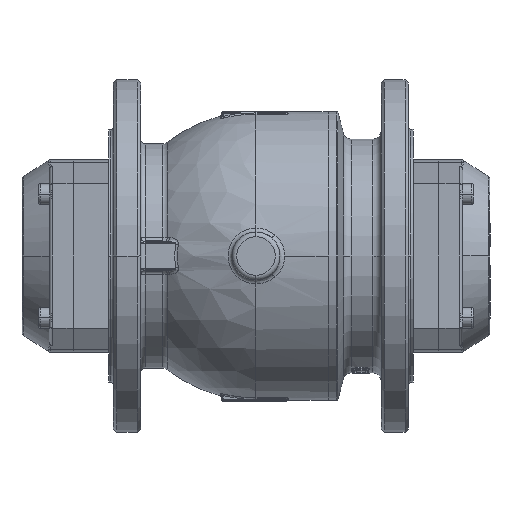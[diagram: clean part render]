
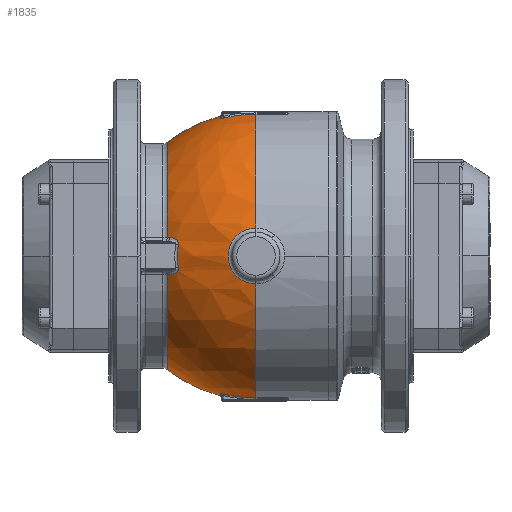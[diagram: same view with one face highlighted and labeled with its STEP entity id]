
A CAD part, front view. The second image highlights one B-rep face of the part: STEP entity #1835.
In plain terms, the highlighted spherical face has radius 90 mm.
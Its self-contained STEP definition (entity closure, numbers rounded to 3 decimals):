
#1835=ADVANCED_FACE('',(#4736),#4737,.T.);
#4736=FACE_OUTER_BOUND('',#9692,.T.);
#4737=SPHERICAL_SURFACE('',#9693,90.0);
#9692=EDGE_LOOP('',(#19155,#19156,#19157,#19158,#19159,#19160,#19161,#19162,#19163,#19164,#19165,#19166,#19167,#19168,#19169,#19170,#19171,#19172));
#9693=AXIS2_PLACEMENT_3D('',#19173,#19174,#19175);
#19155=ORIENTED_EDGE('',*,*,#29792,.T.);
#19156=ORIENTED_EDGE('',*,*,#30033,.T.);
#19157=ORIENTED_EDGE('',*,*,#30034,.F.);
#19158=ORIENTED_EDGE('',*,*,#30035,.F.);
#19159=ORIENTED_EDGE('',*,*,#30036,.F.);
#19160=ORIENTED_EDGE('',*,*,#30037,.F.);
#19161=ORIENTED_EDGE('',*,*,#30038,.F.);
#19162=ORIENTED_EDGE('',*,*,#30039,.T.);
#19163=ORIENTED_EDGE('',*,*,#29800,.T.);
#19164=ORIENTED_EDGE('',*,*,#30040,.F.);
#19165=ORIENTED_EDGE('',*,*,#30041,.F.);
#19166=ORIENTED_EDGE('',*,*,#30042,.F.);
#19167=ORIENTED_EDGE('',*,*,#30043,.F.);
#19168=ORIENTED_EDGE('',*,*,#30044,.F.);
#19169=ORIENTED_EDGE('',*,*,#29766,.F.);
#19170=ORIENTED_EDGE('',*,*,#30027,.F.);
#19171=ORIENTED_EDGE('',*,*,#30016,.F.);
#19172=ORIENTED_EDGE('',*,*,#30021,.F.);
#19173=CARTESIAN_POINT('',(23.5,-5.0,0.0));
#19174=DIRECTION('',(0.0,0.0,1.0));
#19175=DIRECTION('',(1.0,0.0,0.0));
#29766=EDGE_CURVE('',#34528,#34530,#34531,.T.);
#29792=EDGE_CURVE('',#34576,#34450,#34577,.T.);
#29800=EDGE_CURVE('',#34460,#34558,#34589,.T.);
#30016=EDGE_CURVE('',#34898,#34900,#34901,.T.);
#30021=EDGE_CURVE('',#34576,#34898,#34907,.T.);
#30027=EDGE_CURVE('',#34900,#34528,#34913,.T.);
#30033=EDGE_CURVE('',#34450,#34919,#34920,.T.);
#30034=EDGE_CURVE('',#34921,#34919,#34922,.T.);
#30035=EDGE_CURVE('',#34923,#34921,#34924,.T.);
#30036=EDGE_CURVE('',#34925,#34923,#34926,.T.);
#30037=EDGE_CURVE('',#34927,#34925,#34928,.T.);
#30038=EDGE_CURVE('',#34929,#34927,#34930,.T.);
#30039=EDGE_CURVE('',#34929,#34460,#34931,.T.);
#30040=EDGE_CURVE('',#34932,#34558,#34933,.T.);
#30041=EDGE_CURVE('',#34934,#34932,#34935,.T.);
#30042=EDGE_CURVE('',#34572,#34934,#34936,.T.);
#30043=EDGE_CURVE('',#34937,#34572,#34938,.T.);
#30044=EDGE_CURVE('',#34530,#34937,#34939,.T.);
#34450=VERTEX_POINT('',#41232);
#34460=VERTEX_POINT('',#41245);
#34528=VERTEX_POINT('',#41357);
#34530=VERTEX_POINT('',#41360);
#34531=CIRCLE('',#41361,90.0);
#34558=VERTEX_POINT('',#41411);
#34572=VERTEX_POINT('',#41426);
#34576=VERTEX_POINT('',#41431);
#34577=CIRCLE('',#41432,90.0);
#34589=CIRCLE('',#41453,90.0);
#34898=VERTEX_POINT('',#42108);
#34900=VERTEX_POINT('',#42110);
#34901=B_SPLINE_CURVE_WITH_KNOTS('',3,(#42111,#42112,#42113,#42114,#42115,#42116),.UNSPECIFIED.,.F.,.F.,(4,1,1,4),(-0.315,-0.225,-0.135,0.0),.UNSPECIFIED.);
#34907=CIRCLE('',#42127,87.206);
#34913=CIRCLE('',#42133,88.508);
#34919=VERTEX_POINT('',#42140);
#34920=CIRCLE('',#42141,71.053);
#34921=VERTEX_POINT('',#42142);
#34922=CIRCLE('',#42143,89.248);
#34923=VERTEX_POINT('',#42144);
#34924=B_SPLINE_CURVE_WITH_KNOTS('',3,(#42145,#42146,#42147,#42148,#42149,#42150,#42151,#42152,#42153,#42154,#42155,#42156,#42157,#42158,#42159,#42160),.UNSPECIFIED.,.F.,.F.,(4,3,3,3,3,4),(-0.939,-0.804,-0.67,-0.536,-0.268,0.),.UNSPECIFIED.);
#34925=VERTEX_POINT('',#42161);
#34926=CIRCLE('',#42162,49.012);
#34927=VERTEX_POINT('',#42163);
#34928=B_SPLINE_CURVE_WITH_KNOTS('',3,(#42164,#42165,#42166,#42167,#42168,#42169,#42170,#42171,#42172,#42173,#42174,#42175,#42176),.UNSPECIFIED.,.F.,.F.,(4,3,3,3,4),(-0.939,-0.536,-0.268,-0.134,0.),.UNSPECIFIED.);
#34929=VERTEX_POINT('',#42177);
#34930=CIRCLE('',#42178,89.248);
#34931=CIRCLE('',#42179,71.053);
#34932=VERTEX_POINT('',#42180);
#34933=CIRCLE('',#42181,87.206);
#34934=VERTEX_POINT('',#42182);
#34935=B_SPLINE_CURVE_WITH_KNOTS('',3,(#42183,#42184,#42185,#42186,#42187),.UNSPECIFIED.,.F.,.F.,(4,1,4),(-0.315,-0.135,0.),.UNSPECIFIED.);
#34936=CIRCLE('',#42188,88.508);
#34937=VERTEX_POINT('',#42189);
#34938=CIRCLE('',#42190,90.0);
#34939=CIRCLE('',#42191,17.419);
#41232=CARTESIAN_POINT('',(-31.741,-5.,71.053));
#41245=CARTESIAN_POINT('',(-31.741,-5.,-71.053));
#41357=CARTESIAN_POINT('',(23.5,-21.319,88.508));
#41360=CARTESIAN_POINT('',(23.5,-93.298,17.419));
#41361=AXIS2_PLACEMENT_3D('',#55718,#55719,#55720);
#41411=CARTESIAN_POINT('',(1.247,-5.0,-87.206));
#41426=CARTESIAN_POINT('',(23.5,-21.319,-88.508));
#41431=CARTESIAN_POINT('',(1.247,-5.,87.206));
#41432=AXIS2_PLACEMENT_3D('',#55762,#55763,#55764);
#41453=AXIS2_PLACEMENT_3D('',#55780,#55781,#55782);
#42108=CARTESIAN_POINT('',(1.247,-19.341,86.018));
#42110=CARTESIAN_POINT('',(3.225,-21.319,86.155));
#42111=CARTESIAN_POINT('',(1.247,-19.341,86.018));
#42112=CARTESIAN_POINT('',(1.247,-19.633,85.97));
#42113=CARTESIAN_POINT('',(1.381,-20.225,85.902));
#42114=CARTESIAN_POINT('',(2.051,-21.066,85.92));
#42115=CARTESIAN_POINT('',(2.792,-21.319,86.053));
#42116=CARTESIAN_POINT('',(3.225,-21.319,86.155));
#42127=AXIS2_PLACEMENT_3D('',#56070,#56071,#56072);
#42133=AXIS2_PLACEMENT_3D('',#56079,#56080,#56081);
#42140=CARTESIAN_POINT('',(-31.741,-75.097,11.613));
#42141=AXIS2_PLACEMENT_3D('',#56086,#56087,#56088);
#42142=CARTESIAN_POINT('',(-30.405,-76.129,11.613));
#42143=AXIS2_PLACEMENT_3D('',#56089,#56090,#56091);
#42144=CARTESIAN_POINT('',(-24.972,-80.484,7.258));
#42145=CARTESIAN_POINT('',(-24.972,-80.484,7.258));
#42146=CARTESIAN_POINT('',(-24.908,-80.484,7.686));
#42147=CARTESIAN_POINT('',(-24.944,-80.414,8.13));
#42148=CARTESIAN_POINT('',(-25.061,-80.293,8.53));
#42149=CARTESIAN_POINT('',(-25.179,-80.172,8.93));
#42150=CARTESIAN_POINT('',(-25.379,-79.999,9.287));
#42151=CARTESIAN_POINT('',(-25.617,-79.803,9.594));
#42152=CARTESIAN_POINT('',(-25.855,-79.607,9.902));
#42153=CARTESIAN_POINT('',(-26.132,-79.388,10.161));
#42154=CARTESIAN_POINT('',(-26.426,-79.159,10.384));
#42155=CARTESIAN_POINT('',(-27.013,-78.701,10.829));
#42156=CARTESIAN_POINT('',(-27.67,-78.202,11.127));
#42157=CARTESIAN_POINT('',(-28.346,-77.69,11.323));
#42158=CARTESIAN_POINT('',(-29.022,-77.177,11.519));
#42159=CARTESIAN_POINT('',(-29.716,-76.652,11.613));
#42160=CARTESIAN_POINT('',(-30.405,-76.129,11.613));
#42161=CARTESIAN_POINT('',(-24.972,-80.484,-7.258));
#42162=AXIS2_PLACEMENT_3D('',#56092,#56093,#56094);
#42163=CARTESIAN_POINT('',(-30.405,-76.129,-11.613));
#42164=CARTESIAN_POINT('',(-30.405,-76.129,-11.613));
#42165=CARTESIAN_POINT('',(-29.371,-76.913,-11.613));
#42166=CARTESIAN_POINT('',(-28.327,-77.701,-11.411));
#42167=CARTESIAN_POINT('',(-27.356,-78.443,-10.947));
#42168=CARTESIAN_POINT('',(-26.708,-78.937,-10.638));
#42169=CARTESIAN_POINT('',(-26.093,-79.411,-10.212));
#42170=CARTESIAN_POINT('',(-25.619,-79.801,-9.597));
#42171=CARTESIAN_POINT('',(-25.382,-79.996,-9.289));
#42172=CARTESIAN_POINT('',(-25.18,-80.171,-8.934));
#42173=CARTESIAN_POINT('',(-25.061,-80.293,-8.533));
#42174=CARTESIAN_POINT('',(-24.943,-80.414,-8.133));
#42175=CARTESIAN_POINT('',(-24.908,-80.484,-7.686));
#42176=CARTESIAN_POINT('',(-24.972,-80.484,-7.258));
#42177=CARTESIAN_POINT('',(-31.741,-75.097,-11.613));
#42178=AXIS2_PLACEMENT_3D('',#56095,#56096,#56097);
#42179=AXIS2_PLACEMENT_3D('',#56098,#56099,#56100);
#42180=CARTESIAN_POINT('',(1.247,-19.341,-86.018));
#42181=AXIS2_PLACEMENT_3D('',#56101,#56102,#56103);
#42182=CARTESIAN_POINT('',(3.225,-21.319,-86.155));
#42183=CARTESIAN_POINT('',(3.225,-21.319,-86.155));
#42184=CARTESIAN_POINT('',(2.647,-21.319,-86.019));
#42185=CARTESIAN_POINT('',(1.616,-20.837,-85.856));
#42186=CARTESIAN_POINT('',(1.247,-19.78,-85.945));
#42187=CARTESIAN_POINT('',(1.247,-19.341,-86.018));
#42188=AXIS2_PLACEMENT_3D('',#56104,#56105,#56106);
#42189=CARTESIAN_POINT('',(23.5,-93.298,-17.419));
#42190=AXIS2_PLACEMENT_3D('',#56107,#56108,#56109);
#42191=AXIS2_PLACEMENT_3D('',#56110,#56111,#56112);
#55718=CARTESIAN_POINT('',(23.5,-5.0,0.0));
#55719=DIRECTION('',(1.0,0.0,0.0));
#55720=DIRECTION('',(0.0,1.0,0.0));
#55762=CARTESIAN_POINT('',(23.5,-5.0,0.0));
#55763=DIRECTION('',(0.,-1.0,0.0));
#55764=DIRECTION('',(0.0,0.0,1.0));
#55780=CARTESIAN_POINT('',(23.5,-5.0,0.0));
#55781=DIRECTION('',(0.,-1.0,0.0));
#55782=DIRECTION('',(0.0,0.0,1.0));
#56070=CARTESIAN_POINT('',(1.247,-5.,0.0));
#56071=DIRECTION('',(1.0,0.0,-0.0));
#56072=DIRECTION('',(0.0,0.0,1.0));
#56079=CARTESIAN_POINT('',(23.5,-21.319,0.0));
#56080=DIRECTION('',(0.,1.0,0.));
#56081=DIRECTION('',(-0.122,0.,0.993));
#56086=CARTESIAN_POINT('',(-31.741,-5.,0.0));
#56087=DIRECTION('',(1.0,0.0,0.0));
#56088=DIRECTION('',(0.0,1.0,0.0));
#56089=CARTESIAN_POINT('',(23.5,-5.0,11.613));
#56090=DIRECTION('',(-0.0,0.0,-1.0));
#56091=DIRECTION('',(-0.594,-0.804,0.0));
#56092=CARTESIAN_POINT('',(23.5,-80.484,0.0));
#56093=DIRECTION('',(0.0,1.0,0.0));
#56094=DIRECTION('',(-1.0,0.0,0.0));
#56095=CARTESIAN_POINT('',(23.5,-5.0,-11.613));
#56096=DIRECTION('',(0.0,0.0,1.0));
#56097=DIRECTION('',(-0.594,-0.804,0.0));
#56098=CARTESIAN_POINT('',(-31.741,-5.,0.0));
#56099=DIRECTION('',(1.0,0.0,0.0));
#56100=DIRECTION('',(0.0,1.0,0.0));
#56101=CARTESIAN_POINT('',(1.247,-5.,0.0));
#56102=DIRECTION('',(1.0,0.0,0.0));
#56103=DIRECTION('',(0.0,0.0,-1.0));
#56104=CARTESIAN_POINT('',(23.5,-21.319,0.0));
#56105=DIRECTION('',(0.,1.0,0.));
#56106=DIRECTION('',(-0.122,0.,-0.993));
#56107=CARTESIAN_POINT('',(23.5,-5.0,0.0));
#56108=DIRECTION('',(1.0,0.0,0.0));
#56109=DIRECTION('',(0.0,1.0,0.0));
#56110=CARTESIAN_POINT('',(23.5,-93.298,0.0));
#56111=DIRECTION('',(0.0,-1.0,0.0));
#56112=DIRECTION('',(-1.0,0.0,0.0));
